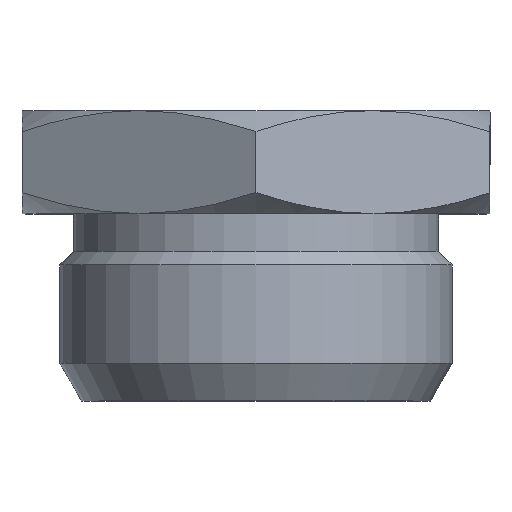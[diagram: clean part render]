
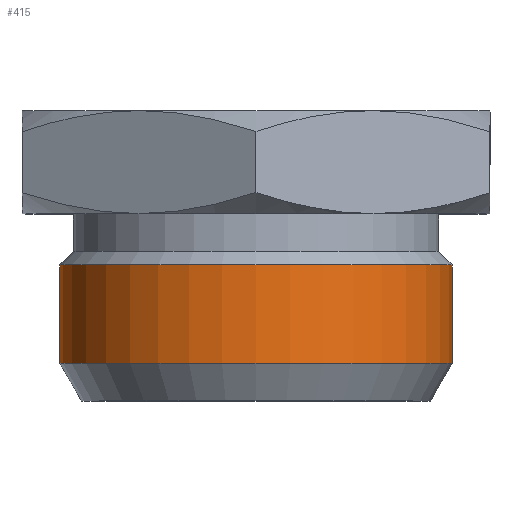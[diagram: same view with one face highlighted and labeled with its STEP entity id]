
A CAD part, top view. The second image highlights one B-rep face of the part: STEP entity #415.
In plain terms, the highlighted cylindrical face has radius 10.477 mm (diameter 20.955 mm), a full revolution.
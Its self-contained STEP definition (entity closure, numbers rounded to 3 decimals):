
#69=CYLINDRICAL_SURFACE('',#717,10.478);
#74=CIRCLE('',#714,10.478);
#76=CIRCLE('',#718,10.478);
#156=VERTEX_POINT('',#643);
#158=VERTEX_POINT('',#649);
#206=EDGE_CURVE('',#156,#156,#74,.T.);
#208=EDGE_CURVE('',#158,#158,#76,.T.);
#266=ORIENTED_EDGE('',*,*,#206,.F.);
#267=ORIENTED_EDGE('',*,*,#208,.T.);
#341=EDGE_LOOP('',(#266));
#342=EDGE_LOOP('',(#267));
#379=FACE_BOUND('',#341,.T.);
#380=FACE_BOUND('',#342,.T.);
#415=ADVANCED_FACE('',(#379,#380),#69,.T.);
#467=DIRECTION('',(0.,-1.,0.));
#468=DIRECTION('',(0.,0.,-10.478));
#472=DIRECTION('',(0.,1.,0.));
#473=DIRECTION('',(0.,0.,-10.478));
#474=DIRECTION('',(0.,-1.,0.));
#475=DIRECTION('',(0.,0.,-10.478));
#642=CARTESIAN_POINT('',(0.,2.013,0.));
#643=CARTESIAN_POINT('',(0.,2.013,-10.478));
#647=CARTESIAN_POINT('',(0.,0.,0.));
#648=CARTESIAN_POINT('',(0.,7.273,0.));
#649=CARTESIAN_POINT('',(0.,7.273,-10.478));
#714=AXIS2_PLACEMENT_3D('',#642,#467,#468);
#717=AXIS2_PLACEMENT_3D('',#647,#472,#473);
#718=AXIS2_PLACEMENT_3D('',#648,#474,#475);
